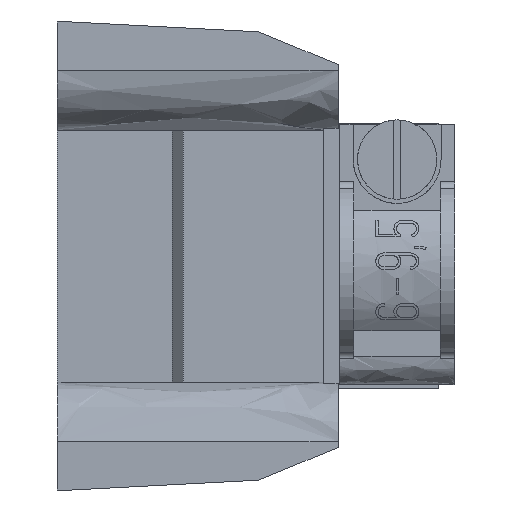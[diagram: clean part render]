
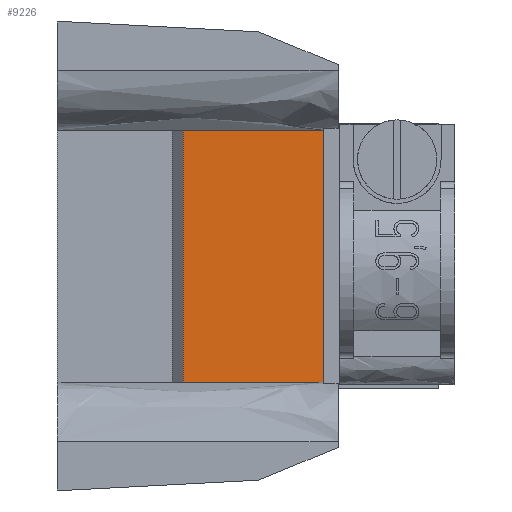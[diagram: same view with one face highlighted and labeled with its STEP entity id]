
A CAD part, left-side view. The second image highlights one B-rep face of the part: STEP entity #9226.
In plain terms, the highlighted free-form (B-spline) face has degree [1, 1] with [2, 2] control points.
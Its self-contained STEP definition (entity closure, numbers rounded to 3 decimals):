
#9176=CARTESIAN_POINT('V251',(2.247,-39.5,
   8.75));
#9177=VERTEX_POINT('V251',#9176);
#9183=CARTESIAN_POINT('V250',(2.247,-39.5,
   -8.75));
#9184=VERTEX_POINT('V250',#9183);
#9185=CARTESIAN_POINT('E357',(2.247,-39.5,
   -8.75));
#9186=CARTESIAN_POINT('E357',(2.247,-39.5,
   8.75));
#9187=B_SPLINE_CURVE_WITH_KNOTS('E357',1,(#9185,#9186),
   .POLYLINE_FORM.,.F.,.U.,(2,2),(0.0,17.5),
   .UNSPECIFIED.);
#9188=EDGE_CURVE('E357',#9184,#9177,#9187,.T.);
#9199=CARTESIAN_POINT('F121',(2.247,-21.0,
   8.75));
#9200=CARTESIAN_POINT('F121',(2.247,-21.0,
   -8.75));
#9201=CARTESIAN_POINT('F121',(2.247,-40.5,
   8.75));
#9202=CARTESIAN_POINT('F121',(2.247,-40.5,
   -8.75));
#9203=B_SPLINE_SURFACE_WITH_KNOTS('F121',1,1,((#9199,#9201),(
   #9200,#9202)),.PLANE_SURF.,.F.,.F.,.U.,(2,2),(2,2),(0.0,1.0),(
   0.0,1.114),.UNSPECIFIED.);
#9204=CARTESIAN_POINT('V244',(2.247,-29.75,
   8.75));
#9205=VERTEX_POINT('V244',#9204);
#9206=CARTESIAN_POINT('V246',(2.247,-29.75,
   -8.75));
#9207=VERTEX_POINT('V246',#9206);
#9208=CARTESIAN_POINT('E351',(2.247,-29.75,
   8.75));
#9209=CARTESIAN_POINT('E351',(2.247,-29.75,
   -8.75));
#9210=B_SPLINE_CURVE_WITH_KNOTS('E351',1,(#9208,#9209),
   .POLYLINE_FORM.,.F.,.U.,(2,2),(2.0,18.499),
   .UNSPECIFIED.);
#9211=EDGE_CURVE('E351',#9205,#9207,#9210,.T.);
#9212=ORIENTED_EDGE('E351',*,*,#9211,.T.);
#9213=CARTESIAN_POINT('E356',(2.247,-29.75,
   -8.75));
#9214=CARTESIAN_POINT('E356',(2.247,-39.5,
   -8.75));
#9215=B_SPLINE_CURVE_WITH_KNOTS('E356',1,(#9213,#9214),
   .POLYLINE_FORM.,.F.,.U.,(2,2),(0.5,
   1.057),.UNSPECIFIED.);
#9216=EDGE_CURVE('E356',#9207,#9184,#9215,.T.);
#9217=ORIENTED_EDGE('E356',*,*,#9216,.T.);
#9218=ORIENTED_EDGE('E357',*,*,#9188,.T.);
#9219=CARTESIAN_POINT('E358',(2.247,-29.75,
   8.75));
#9220=CARTESIAN_POINT('E358',(2.247,-39.5,
   8.75));
#9221=B_SPLINE_CURVE_WITH_KNOTS('E358',1,(#9219,#9220),
   .POLYLINE_FORM.,.F.,.U.,(2,2),(3.646,
   7.708),.UNSPECIFIED.);
#9222=EDGE_CURVE('E358',#9205,#9177,#9221,.T.);
#9223=ORIENTED_EDGE('E358',*,*,#9222,.F.);
#9224=EDGE_LOOP('F121',(#9212,#9217,#9218,#9223));
#9225=FACE_OUTER_BOUND('F121',#9224,.T.);
#9226=ADVANCED_FACE('F121',(#9225),#9203,.T.);
